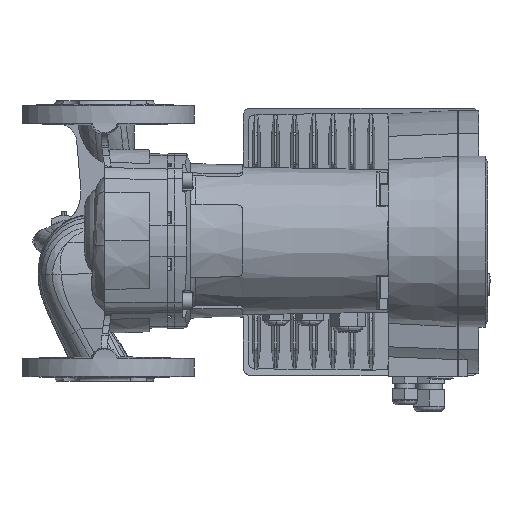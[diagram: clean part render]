
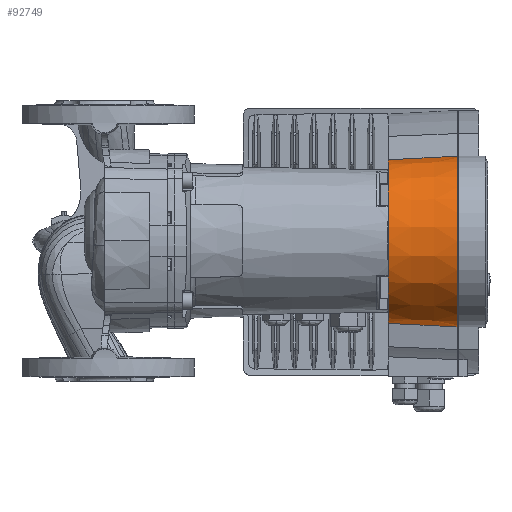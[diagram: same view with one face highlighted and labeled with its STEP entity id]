
A CAD part, top view. The second image highlights one B-rep face of the part: STEP entity #92749.
In plain terms, the highlighted conical face has half-angle 3 degrees and reference radius 67 mm.
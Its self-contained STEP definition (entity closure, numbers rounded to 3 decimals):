
#2393 = VERTEX_POINT ( 'NONE', #62336 ) ;
#2394 = VERTEX_POINT ( 'NONE', #62338 ) ;
#2398 = VERTEX_POINT ( 'NONE', #62343 ) ;
#2400 = VERTEX_POINT ( 'NONE', #62347 ) ;
#2416 = VERTEX_POINT ( 'NONE', #62375 ) ;
#2422 = VERTEX_POINT ( 'NONE', #62385 ) ;
#35989 = ORIENTED_EDGE ( 'NONE', *, *, #90988, .F. ) ;
#35990 = ORIENTED_EDGE ( 'NONE', *, *, #90990, .T. ) ;
#35991 = ORIENTED_EDGE ( 'NONE', *, *, #90991, .T. ) ;
#35992 = ORIENTED_EDGE ( 'NONE', *, *, #90992, .F. ) ;
#35993 = ORIENTED_EDGE ( 'NONE', *, *, #90993, .F. ) ;
#35994 = ORIENTED_EDGE ( 'NONE', *, *, #90994, .F. ) ;
#39658 = EDGE_LOOP ( 'NONE', ( #35989, #35990, #35991, #35992, #35993, #35994 ) ) ;
#59957 = DIRECTION ( 'NONE',  ( 0., -1., 0. ) ) ;
#59975 = FACE_OUTER_BOUND ( 'NONE', #39658, .T. ) ;
#59977 = DIRECTION ( 'NONE',  ( 1., 0., 0. ) ) ;
#59979 = CARTESIAN_POINT ( 'NONE',  ( 264.5, 0., -271.334 ) ) ;
#62336 = CARTESIAN_POINT ( 'NONE',  ( 216.298, 64.474, -271.334 ) ) ;
#62338 = CARTESIAN_POINT ( 'NONE',  ( 264.5, 66.966, -269.208 ) ) ;
#62343 = CARTESIAN_POINT ( 'NONE',  ( 216.298, -64.474, -271.334 ) ) ;
#62347 = CARTESIAN_POINT ( 'NONE',  ( 210.5, 64.17, -271.334 ) ) ;
#62375 = CARTESIAN_POINT ( 'NONE',  ( 264.5, -66.966, -269.208 ) ) ;
#62385 = CARTESIAN_POINT ( 'NONE',  ( 210.5, -64.17, -271.334 ) ) ;
#67431 = VECTOR ( 'NONE', #76006, 1000. ) ;
#67436 = CIRCLE ( 'NONE', #67444, 64.17 ) ;
#67440 = CIRCLE ( 'NONE', #67451, 67. ) ;
#67442 = VECTOR ( 'NONE', #76016, 1000. ) ;
#67444 = AXIS2_PLACEMENT_3D ( 'NONE', #76013, #76014, #76015 ) ;
#67451 = AXIS2_PLACEMENT_3D ( 'NONE', #76022, #76023, #76024 ) ;
#75991 = CARTESIAN_POINT ( 'NONE',  ( 264.5, 67., -271.334 ) ) ;
#76002 = LINE ( 'NONE', #75991, #67431 ) ;
#76006 = DIRECTION ( 'NONE',  ( 0.999, 0.052, 0. ) ) ;
#76007 = CARTESIAN_POINT ( 'NONE',  ( 264.5, -67., -271.334 ) ) ;
#76010 = CARTESIAN_POINT ( 'NONE',  ( 264.5, -66.966, -269.208 ) ) ;
#76011 = CARTESIAN_POINT ( 'NONE',  ( 248.173, -66.133, -269.93 ) ) ;
#76012 = LINE ( 'NONE', #76007, #67442 ) ;
#76013 = CARTESIAN_POINT ( 'NONE',  ( 210.5, 0., -271.334 ) ) ;
#76014 = DIRECTION ( 'NONE',  ( 1., 0., 0. ) ) ;
#76015 = DIRECTION ( 'NONE',  ( 0., -1., 0. ) ) ;
#76016 = DIRECTION ( 'NONE',  ( 0.999, -0.052, 0. ) ) ;
#76018 = CARTESIAN_POINT ( 'NONE',  ( 232.105, -65.302, -270.638 ) ) ;
#76019 = CARTESIAN_POINT ( 'NONE',  ( 216.298, -64.474, -271.334 ) ) ;
#76020 = CARTESIAN_POINT ( 'NONE',  ( 216.298, 64.474, -271.334 ) ) ;
#76021 = CARTESIAN_POINT ( 'NONE',  ( 232.105, 65.302, -270.638 ) ) ;
#76022 = CARTESIAN_POINT ( 'NONE',  ( 264.5, 0., -271.334 ) ) ;
#76023 = DIRECTION ( 'NONE',  ( 1., 0., 0. ) ) ;
#76024 = DIRECTION ( 'NONE',  ( 0., -1., 0. ) ) ;
#76025 = CARTESIAN_POINT ( 'NONE',  ( 248.173, 66.133, -269.93 ) ) ;
#76026 = CARTESIAN_POINT ( 'NONE',  ( 264.5, 66.966, -269.208 ) ) ;
#77972 = B_SPLINE_CURVE_WITH_KNOTS ( 'NONE', 3,
 ( #76010, #76011, #76018, #76019 ),
 .UNSPECIFIED., .F., .F.,
 ( 4, 4 ),
 ( 0., 1. ),
 .UNSPECIFIED. ) ;
#77973 = B_SPLINE_CURVE_WITH_KNOTS ( 'NONE', 3,
 ( #76020, #76021, #76025, #76026 ),
 .UNSPECIFIED., .F., .F.,
 ( 4, 4 ),
 ( 0., 1. ),
 .UNSPECIFIED. ) ;
#89499 = CONICAL_SURFACE ( 'NONE', #89500, 67., 0.052 ) ;
#89500 = AXIS2_PLACEMENT_3D ( 'NONE', #59979, #59977, #59957 ) ;
#90988 = EDGE_CURVE ( 'NONE', #2400, #2393, #76002, .T. ) ;
#90990 = EDGE_CURVE ( 'NONE', #2400, #2422, #67436, .T. ) ;
#90991 = EDGE_CURVE ( 'NONE', #2422, #2398, #76012, .T. ) ;
#90992 = EDGE_CURVE ( 'NONE', #2416, #2398, #77972, .T. ) ;
#90993 = EDGE_CURVE ( 'NONE', #2394, #2416, #67440, .T. ) ;
#90994 = EDGE_CURVE ( 'NONE', #2393, #2394, #77973, .T. ) ;
#92749 = ADVANCED_FACE ( 'NONE', ( #59975 ), #89499, .T. ) ;
